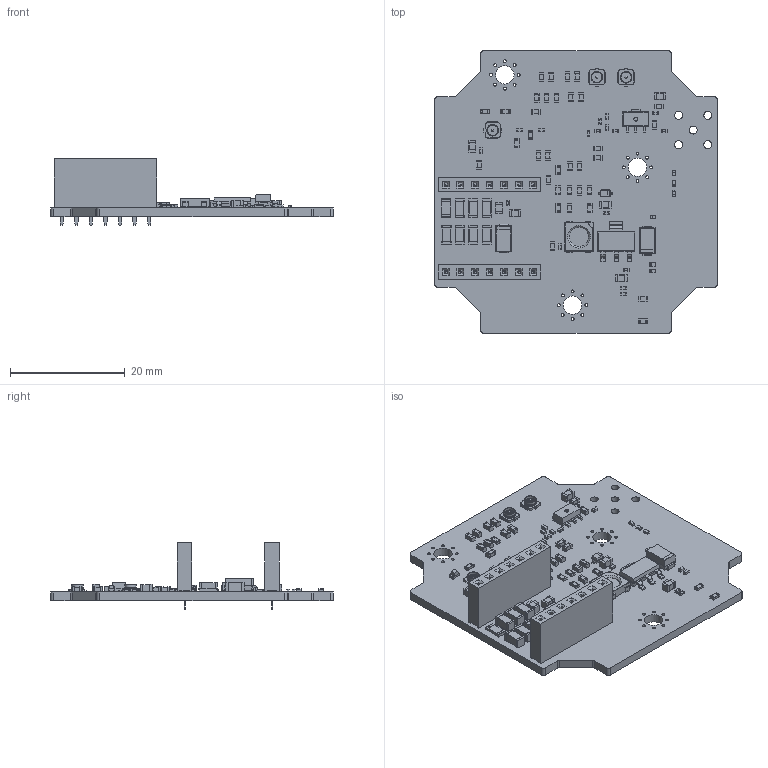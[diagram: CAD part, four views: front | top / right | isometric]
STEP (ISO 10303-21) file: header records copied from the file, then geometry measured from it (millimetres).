
FILE_DESCRIPTION(('KiCad electronic assembly'),'2;1');
FILE_NAME('ADF_Board.step','2025-03-02T14:51:43',('Pcbnew'),('Kicad'), 'Open CASCADE STEP processor 7.9','KiCad to STEP converter','Unknown' );
FILE_SCHEMA(('AUTOMOTIVE_DESIGN { 1 0 10303 214 1 1 1 1 }'));
Length unit declared in the file: millimetre
Products named in the file (22): ADF_Board 1; R_0603_1608Metric; C_1206_3216Metric; C_0402_1005Metric; U.FL_Hirose_U.FL-R-SMT-1_Vertical; C_0603_1608Metric; C_0805_2012Metric; LED_WS2812B_PLCC4_5.0x5.0mm_P3.2mm; D_SMA; D_SOD-882D; L_0603_1608Metric; PinSocket_1x07_P2.54mm_Vertical; L_0402_1005Metric; L_0805_2012Metric; Fuse_1206_3216Metric; SOT-89-3; ADF_Board 1.56.1; R_0402_1005Metric; SOT-223; LED_0603_1608Metric; D_SOD-323; ADF_Board_PCB
Assembly tree (85 placements, depth 3):
  ADF_Board 1
    R_0603_1608Metric  x13
    C_1206_3216Metric  x7
    C_0402_1005Metric  x12
    U.FL_Hirose_U.FL-R-SMT-1_Vertical  x3
    C_0603_1608Metric  x19
    C_0805_2012Metric  x5
    LED_WS2812B_PLCC4_5.0x5.0mm_P3.2mm
    D_SMA  x2
    D_SOD-882D  x6
    L_0603_1608Metric  x2
    PinSocket_1x07_P2.54mm_Vertical  x2
    L_0402_1005Metric  x3
    L_0805_2012Metric
    Fuse_1206_3216Metric
    SOT-89-3
      ADF_Board 1.56.1
    R_0402_1005Metric  x2
    SOT-223
    LED_0603_1608Metric
    D_SOD-323
    ADF_Board_PCB
Bounding box: 49.18 x 49.18 x 11.6 mm (x, y, z)
Volume: 4248 mm3; surface area: 7019.4 mm2
Topology: 88 solids, 88 shells, 2963 faces, 7696 edges, 5046 vertices
Faces by surface type: plane 2020, cylinder 868, bspline 62, cone 10, sphere 3
Full cylindrical faces by diameter (mm): 0.4 x3, 0.5 x24, 0.7 x1, 1 x14, 1.4 x5, 1.8 x3, 1.92 x3, 2 x6, 3.2 x3, 3.333 x1
Entity records: 37318 total; most frequent: CARTESIAN_POINT 5458, ORIENTED_EDGE 5054, DIRECTION 4945, EDGE_CURVE 2527, LINE 1975, VECTOR 1975, VERTEX_POINT 1638, AXIS2_PLACEMENT_3D 1485
